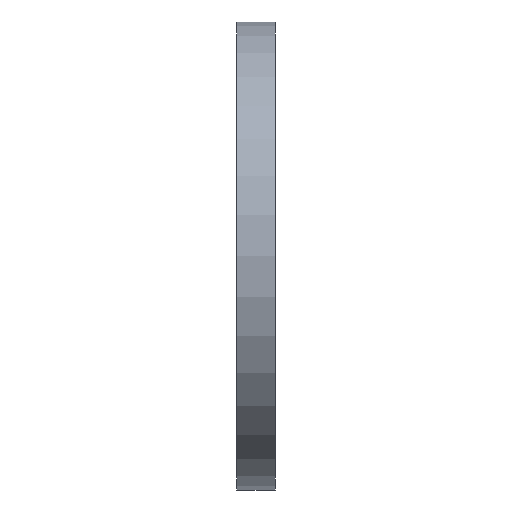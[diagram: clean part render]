
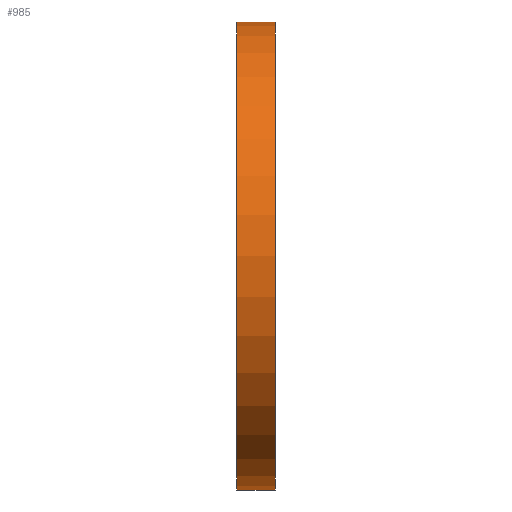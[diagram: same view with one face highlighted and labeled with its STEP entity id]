
A CAD part, left-side view. The second image highlights one B-rep face of the part: STEP entity #985.
In plain terms, the highlighted cylindrical face has radius 212.5 mm (diameter 425 mm), a partial arc.
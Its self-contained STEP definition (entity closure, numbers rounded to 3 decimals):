
#32 = LINE ( 'NONE', #1086, #336 ) ;
#74 = FACE_OUTER_BOUND ( 'NONE', #613, .T. ) ;
#79 = DIRECTION ( 'NONE',  ( 0., 1., 0. ) ) ;
#102 = LINE ( 'NONE', #1044, #112 ) ;
#110 = CARTESIAN_POINT ( 'NONE',  ( 0., 0., 0. ) ) ;
#112 = VECTOR ( 'NONE', #703, 1000. ) ;
#124 = AXIS2_PLACEMENT_3D ( 'NONE', #110, #290, #562 ) ;
#160 = EDGE_CURVE ( 'NONE', #496, #223, #102, .T. ) ;
#164 = DIRECTION ( 'NONE',  ( 0., 0., 1. ) ) ;
#191 = DIRECTION ( 'NONE',  ( 0., 0., 1. ) ) ;
#223 = VERTEX_POINT ( 'NONE', #276 ) ;
#276 = CARTESIAN_POINT ( 'NONE',  ( 0., 35., -212.5 ) ) ;
#290 = DIRECTION ( 'NONE',  ( 0., 1., 0. ) ) ;
#299 = ORIENTED_EDGE ( 'NONE', *, *, #379, .T. ) ;
#307 = CYLINDRICAL_SURFACE ( 'NONE', #832, 212.5 ) ;
#312 = CARTESIAN_POINT ( 'NONE',  ( 0., 35., 0. ) ) ;
#336 = VECTOR ( 'NONE', #375, 1000. ) ;
#375 = DIRECTION ( 'NONE',  ( 0., 1., 0. ) ) ;
#379 = EDGE_CURVE ( 'NONE', #1121, #930, #32, .T. ) ;
#415 = CARTESIAN_POINT ( 'NONE',  ( 0., 34.695, 0. ) ) ;
#496 = VERTEX_POINT ( 'NONE', #1032 ) ;
#508 = CARTESIAN_POINT ( 'NONE',  ( 0., 35., 212.5 ) ) ;
#562 = DIRECTION ( 'NONE',  ( 0., 0., 1. ) ) ;
#608 = CARTESIAN_POINT ( 'NONE',  ( 0., 0., 212.5 ) ) ;
#613 = EDGE_LOOP ( 'NONE', ( #752, #834, #299, #623 ) ) ;
#623 = ORIENTED_EDGE ( 'NONE', *, *, #895, .F. ) ;
#625 = CIRCLE ( 'NONE', #838, 212.5 ) ;
#700 = EDGE_CURVE ( 'NONE', #496, #1121, #824, .T. ) ;
#703 = DIRECTION ( 'NONE',  ( 0., 1., 0. ) ) ;
#706 = DIRECTION ( 'NONE',  ( 0., 1., 0. ) ) ;
#752 = ORIENTED_EDGE ( 'NONE', *, *, #160, .F. ) ;
#824 = CIRCLE ( 'NONE', #124, 212.5 ) ;
#832 = AXIS2_PLACEMENT_3D ( 'NONE', #415, #706, #191 ) ;
#834 = ORIENTED_EDGE ( 'NONE', *, *, #700, .T. ) ;
#838 = AXIS2_PLACEMENT_3D ( 'NONE', #312, #79, #164 ) ;
#895 = EDGE_CURVE ( 'NONE', #223, #930, #625, .T. ) ;
#930 = VERTEX_POINT ( 'NONE', #508 ) ;
#985 = ADVANCED_FACE ( 'NONE', ( #74 ), #307, .T. ) ;
#1032 = CARTESIAN_POINT ( 'NONE',  ( 0., 0., -212.5 ) ) ;
#1044 = CARTESIAN_POINT ( 'NONE',  ( 0., 34.695, -212.5 ) ) ;
#1086 = CARTESIAN_POINT ( 'NONE',  ( 0., 34.695, 212.5 ) ) ;
#1121 = VERTEX_POINT ( 'NONE', #608 ) ;
